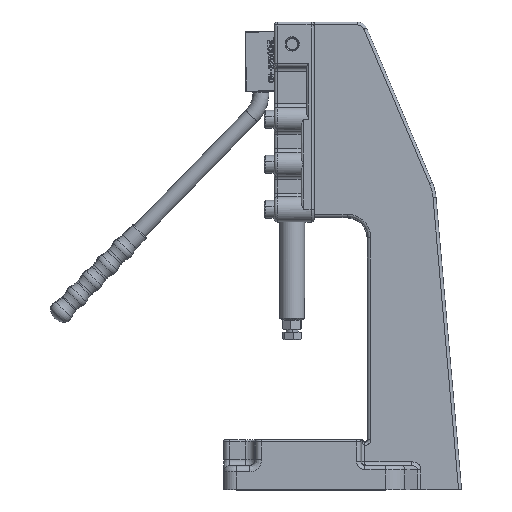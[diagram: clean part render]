
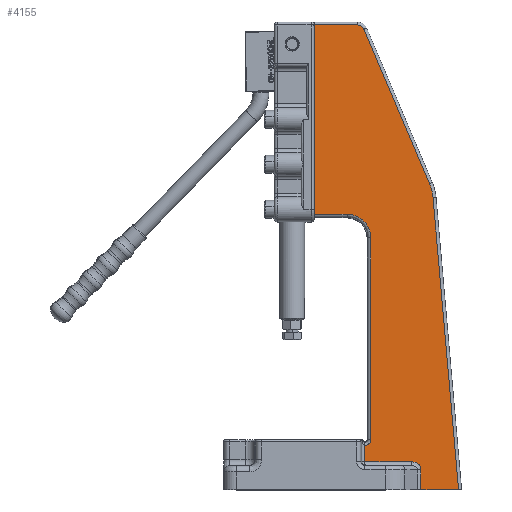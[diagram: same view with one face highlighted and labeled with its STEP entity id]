
A CAD part, top view. The second image highlights one B-rep face of the part: STEP entity #4155.
In plain terms, the highlighted planar face has unit normal (0, 0, 1).
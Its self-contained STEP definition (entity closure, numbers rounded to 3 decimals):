
#792 = VECTOR ( 'NONE', #30310, 1000. ) ;
#1104 = CARTESIAN_POINT ( 'NONE',  ( 98.94, -115.977, 80. ) ) ;
#2685 = CARTESIAN_POINT ( 'NONE',  ( 13., -132.354, 80. ) ) ;
#3346 = VERTEX_POINT ( 'NONE', #2685 ) ;
#3856 = ORIENTED_EDGE ( 'NONE', *, *, #55872, .T. ) ;
#4155 = ADVANCED_FACE ( 'NONE', ( #30477 ), #33449, .T. ) ;
#4339 = DIRECTION ( 'NONE',  ( 0., 0., -1. ) ) ;
#5609 = LINE ( 'NONE', #9412, #17696 ) ;
#5726 = EDGE_CURVE ( 'NONE', #26527, #54343, #16419, .T. ) ;
#5802 = CARTESIAN_POINT ( 'NONE',  ( 31., -358., 80. ) ) ;
#6222 = LINE ( 'NONE', #9149, #18270 ) ;
#6243 = CARTESIAN_POINT ( 'NONE',  ( 86.809, -388., 80. ) ) ;
#6281 = CIRCLE ( 'NONE', #59393, 47. ) ;
#7389 = ORIENTED_EDGE ( 'NONE', *, *, #12082, .F. ) ;
#8105 = DIRECTION ( 'NONE',  ( 0., -1., 0. ) ) ;
#9149 = CARTESIAN_POINT ( 'NONE',  ( 23.381, -132.354, 80. ) ) ;
#9412 = CARTESIAN_POINT ( 'NONE',  ( 98.94, -115.977, 80. ) ) ;
#9854 = ORIENTED_EDGE ( 'NONE', *, *, #36628, .T. ) ;
#10301 = CARTESIAN_POINT ( 'NONE',  ( 23.381, 57., 80. ) ) ;
#10796 = ORIENTED_EDGE ( 'NONE', *, *, #24173, .T. ) ;
#10949 = EDGE_CURVE ( 'NONE', #30664, #45180, #5609, .T. ) ;
#11013 = DIRECTION ( 'NONE',  ( 1., 0., 0. ) ) ;
#11400 = CARTESIAN_POINT ( 'NONE',  ( 23.381, 50., 80. ) ) ;
#11878 = ORIENTED_EDGE ( 'NONE', *, *, #12868, .T. ) ;
#12082 = EDGE_CURVE ( 'NONE', #29422, #40505, #17720, .T. ) ;
#12868 = EDGE_CURVE ( 'NONE', #45180, #45240, #6281, .T. ) ;
#16419 = CIRCLE ( 'NONE', #25093, 7. ) ;
#16559 = ORIENTED_EDGE ( 'NONE', *, *, #50386, .T. ) ;
#16578 = DIRECTION ( 'NONE',  ( 1., 0., 0. ) ) ;
#17025 = VERTEX_POINT ( 'NONE', #51558 ) ;
#17282 = DIRECTION ( 'NONE',  ( 0., -1., 0. ) ) ;
#17696 = VECTOR ( 'NONE', #35073, 1000. ) ;
#17720 =( BOUNDED_CURVE ( )  B_SPLINE_CURVE ( 3, ( #57382, #52236, #66439, #26548 ),
 .UNSPECIFIED., .F., .T. ) 
 B_SPLINE_CURVE_WITH_KNOTS ( ( 4, 4 ),
 ( 3.142, 4.712 ),
 .UNSPECIFIED. ) 
 CURVE ( )  GEOMETRIC_REPRESENTATION_ITEM ( )  RATIONAL_B_SPLINE_CURVE ( ( 1., 0.805, 0.805, 1. ) ) 
 REPRESENTATION_ITEM ( '' )  );
#17804 = DIRECTION ( 'NONE',  ( -1., 0., 0. ) ) ;
#18270 = VECTOR ( 'NONE', #45132, 1000. ) ;
#19085 = CARTESIAN_POINT ( 'NONE',  ( -20., -132.354, 80. ) ) ;
#19104 = DIRECTION ( 'NONE',  ( 0., 0., 1. ) ) ;
#19667 = DIRECTION ( 'NONE',  ( 0., -1., 0. ) ) ;
#19763 = ORIENTED_EDGE ( 'NONE', *, *, #55654, .T. ) ;
#21080 = DIRECTION ( 'NONE',  ( 1., 0., 0. ) ) ;
#21948 = CARTESIAN_POINT ( 'NONE',  ( 30.563, -384., 80. ) ) ;
#22468 = CARTESIAN_POINT ( 'NONE',  ( 36.646, 50., 80. ) ) ;
#23335 = DIRECTION ( 'NONE',  ( 0., 0., 1. ) ) ;
#23394 = VERTEX_POINT ( 'NONE', #28395 ) ;
#24023 = EDGE_CURVE ( 'NONE', #39316, #29681, #64175, .T. ) ;
#24173 = EDGE_CURVE ( 'NONE', #42632, #3346, #6222, .T. ) ;
#24755 = CARTESIAN_POINT ( 'NONE',  ( 30.563, -380., 80. ) ) ;
#25093 = AXIS2_PLACEMENT_3D ( 'NONE', #11400, #47383, #16578 ) ;
#25159 = CARTESIAN_POINT ( 'NONE',  ( 84.5, -380., 80. ) ) ;
#25215 = EDGE_CURVE ( 'NONE', #54343, #23394, #52817, .T. ) ;
#26007 = CARTESIAN_POINT ( 'NONE',  ( 127.5, -408., 80. ) ) ;
#26527 = VERTEX_POINT ( 'NONE', #34638 ) ;
#26548 = CARTESIAN_POINT ( 'NONE',  ( 77.572, -380., 80. ) ) ;
#28178 = LINE ( 'NONE', #29853, #792 ) ;
#28395 = CARTESIAN_POINT ( 'NONE',  ( -20., 57., 80. ) ) ;
#28626 = VECTOR ( 'NONE', #17804, 1000. ) ;
#28969 = CARTESIAN_POINT ( 'NONE',  ( 36.646, -156., 80. ) ) ;
#29422 = VERTEX_POINT ( 'NONE', #6243 ) ;
#29498 = VECTOR ( 'NONE', #45668, 1000. ) ;
#29681 = VERTEX_POINT ( 'NONE', #50716 ) ;
#29853 = CARTESIAN_POINT ( 'NONE',  ( 29.825, 52.735, 80. ) ) ;
#30310 = DIRECTION ( 'NONE',  ( -0.391, 0.921, 0. ) ) ;
#30477 = FACE_OUTER_BOUND ( 'NONE', #31097, .T. ) ;
#30664 = VERTEX_POINT ( 'NONE', #65105 ) ;
#31097 = EDGE_LOOP ( 'NONE', ( #9854, #10796, #43706, #50065, #49070, #66571, #3856, #7389, #19763, #16559, #47986, #11878, #64896, #33150, #34039 ) ) ;
#32562 = VECTOR ( 'NONE', #21080, 1000. ) ;
#33150 = ORIENTED_EDGE ( 'NONE', *, *, #5726, .T. ) ;
#33449 = PLANE ( 'NONE',  #64736 ) ;
#34039 = ORIENTED_EDGE ( 'NONE', *, *, #25215, .T. ) ;
#34102 = EDGE_CURVE ( 'NONE', #29681, #17025, #48615, .T. ) ;
#34638 = CARTESIAN_POINT ( 'NONE',  ( 29.825, 52.735, 80. ) ) ;
#34747 = VECTOR ( 'NONE', #19667, 1000. ) ;
#35073 = DIRECTION ( 'NONE',  ( -0.087, 0.996, 0. ) ) ;
#35223 = CARTESIAN_POINT ( 'NONE',  ( 13., -156., 80. ) ) ;
#36013 = LINE ( 'NONE', #38934, #49635 ) ;
#36628 = EDGE_CURVE ( 'NONE', #23394, #42632, #48421, .T. ) ;
#37968 = AXIS2_PLACEMENT_3D ( 'NONE', #5802, #41836, #11013 ) ;
#38934 = CARTESIAN_POINT ( 'NONE',  ( 86.809, -408., 80. ) ) ;
#39316 = VERTEX_POINT ( 'NONE', #28969 ) ;
#40257 = EDGE_CURVE ( 'NONE', #3346, #39316, #47718, .T. ) ;
#40369 = DIRECTION ( 'NONE',  ( 1., 0., 0. ) ) ;
#40505 = VERTEX_POINT ( 'NONE', #53188 ) ;
#41836 = DIRECTION ( 'NONE',  ( 0., 0., -1. ) ) ;
#42632 = VERTEX_POINT ( 'NONE', #19085 ) ;
#42732 = EDGE_CURVE ( 'NONE', #45240, #26527, #28178, .T. ) ;
#43280 = VERTEX_POINT ( 'NONE', #57715 ) ;
#43319 = EDGE_CURVE ( 'NONE', #58401, #17025, #58751, .T. ) ;
#43706 = ORIENTED_EDGE ( 'NONE', *, *, #40257, .T. ) ;
#45043 = VECTOR ( 'NONE', #57939, 1000. ) ;
#45132 = DIRECTION ( 'NONE',  ( 1., 0., 0. ) ) ;
#45180 = VERTEX_POINT ( 'NONE', #1104 ) ;
#45240 = VERTEX_POINT ( 'NONE', #48812 ) ;
#45668 = DIRECTION ( 'NONE',  ( 1., 0., 0. ) ) ;
#46261 = LINE ( 'NONE', #26007, #32562 ) ;
#46466 = LINE ( 'NONE', #25159, #29498 ) ;
#47383 = DIRECTION ( 'NONE',  ( 0., 0., 1. ) ) ;
#47718 = CIRCLE ( 'NONE', #54589, 23.646 ) ;
#47986 = ORIENTED_EDGE ( 'NONE', *, *, #10949, .T. ) ;
#48421 = LINE ( 'NONE', #65792, #34747 ) ;
#48605 = CARTESIAN_POINT ( 'NONE',  ( -20., 57., 80. ) ) ;
#48615 = CIRCLE ( 'NONE', #37968, 5.646 ) ;
#48812 = CARTESIAN_POINT ( 'NONE',  ( 95.382, -101.709, 80. ) ) ;
#49070 = ORIENTED_EDGE ( 'NONE', *, *, #34102, .T. ) ;
#49635 = VECTOR ( 'NONE', #8105, 1000. ) ;
#49890 = CARTESIAN_POINT ( 'NONE',  ( 52.119, -120.074, 80. ) ) ;
#50065 = ORIENTED_EDGE ( 'NONE', *, *, #24023, .T. ) ;
#50386 = EDGE_CURVE ( 'NONE', #43280, #30664, #46261, .T. ) ;
#50461 = VECTOR ( 'NONE', #17282, 1000. ) ;
#50716 = CARTESIAN_POINT ( 'NONE',  ( 36.646, -358., 80. ) ) ;
#51558 = CARTESIAN_POINT ( 'NONE',  ( 30.563, -363.629, 80. ) ) ;
#52236 = CARTESIAN_POINT ( 'NONE',  ( 86.809, -383.314, 80. ) ) ;
#52817 = LINE ( 'NONE', #48605, #28626 ) ;
#53188 = CARTESIAN_POINT ( 'NONE',  ( 77.572, -380., 80. ) ) ;
#54139 = CARTESIAN_POINT ( 'NONE',  ( 23.381, 50., 80. ) ) ;
#54343 = VERTEX_POINT ( 'NONE', #10301 ) ;
#54589 = AXIS2_PLACEMENT_3D ( 'NONE', #35223, #4339, #40369 ) ;
#55067 = DIRECTION ( 'NONE',  ( 1., 0., 0. ) ) ;
#55654 = EDGE_CURVE ( 'NONE', #29422, #43280, #36013, .T. ) ;
#55872 = EDGE_CURVE ( 'NONE', #58401, #40505, #46466, .T. ) ;
#57382 = CARTESIAN_POINT ( 'NONE',  ( 86.809, -388., 80. ) ) ;
#57715 = CARTESIAN_POINT ( 'NONE',  ( 86.809, -408., 80. ) ) ;
#57939 = DIRECTION ( 'NONE',  ( 0., 1., 0. ) ) ;
#58401 = VERTEX_POINT ( 'NONE', #24755 ) ;
#58751 = LINE ( 'NONE', #21948, #45043 ) ;
#59320 = DIRECTION ( 'NONE',  ( 1., 0., 0. ) ) ;
#59393 = AXIS2_PLACEMENT_3D ( 'NONE', #49890, #19104, #55067 ) ;
#64175 = LINE ( 'NONE', #22468, #50461 ) ;
#64736 = AXIS2_PLACEMENT_3D ( 'NONE', #54139, #23335, #59320 ) ;
#64896 = ORIENTED_EDGE ( 'NONE', *, *, #42732, .T. ) ;
#65105 = CARTESIAN_POINT ( 'NONE',  ( 124.489, -408., 80. ) ) ;
#65792 = CARTESIAN_POINT ( 'NONE',  ( -20., 60., 80. ) ) ;
#66439 = CARTESIAN_POINT ( 'NONE',  ( 82.983, -380., 80. ) ) ;
#66571 = ORIENTED_EDGE ( 'NONE', *, *, #43319, .F. ) ;
